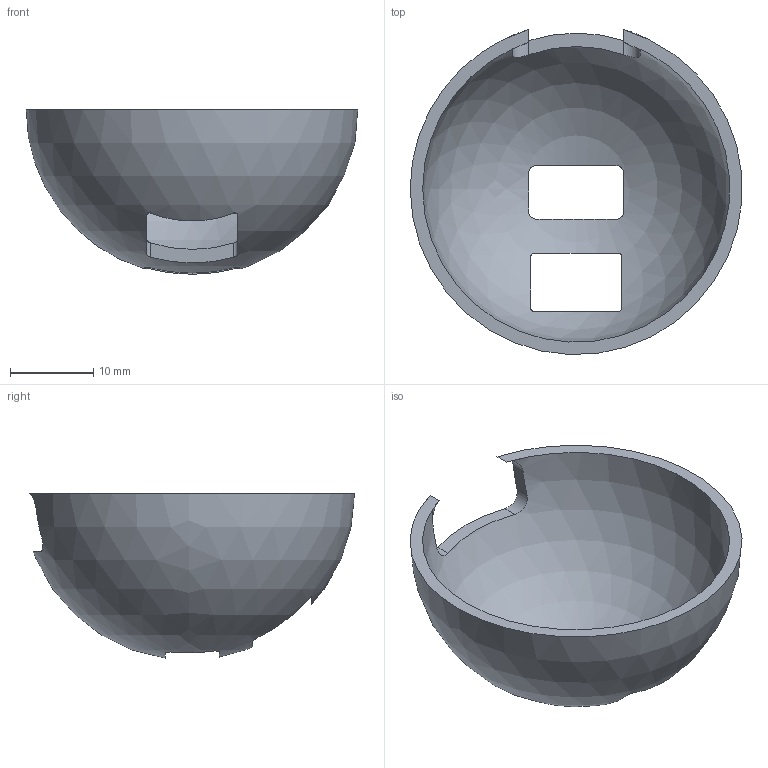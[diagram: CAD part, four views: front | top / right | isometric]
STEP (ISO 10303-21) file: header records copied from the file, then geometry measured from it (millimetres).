
FILE_DESCRIPTION(/* description */ (''),/* implementation_level */ '2;1');
FILE_NAME(/* name */ 'structure_hat_v3 v1(Mirror).step',/* time_stamp */ '2025-07-03T21:39:11+02:00',/* author */ (''),/* organization */ (''),/* preprocessor_version */ 'ST-DEVELOPER v20.1',/* originating_system */ 'Autodesk Translation Framework v14.10.0.0',/* authorisation */ '');
FILE_SCHEMA (('AUTOMOTIVE_DESIGN { 1 0 10303 214 3 1 1 }'));
Length unit declared in the file: millimetre
Products named in the file (1): Document
Bounding box: 39.94 x 39.15 x 19.8 mm (x, y, z)
Volume: 3065.2 mm3; surface area: 4430.5 mm2
Topology: 1 solids, 1 shells, 27 faces, 81 edges, 54 vertices
Faces by surface type: cylinder 12, plane 12, sphere 2, bspline 1
Entity records: 1159 total; most frequent: CARTESIAN_POINT 407, ORIENTED_EDGE 162, DIRECTION 142, EDGE_CURVE 81, AXIS2_PLACEMENT_3D 58, VERTEX_POINT 54, CIRCLE 31, EDGE_LOOP 29
